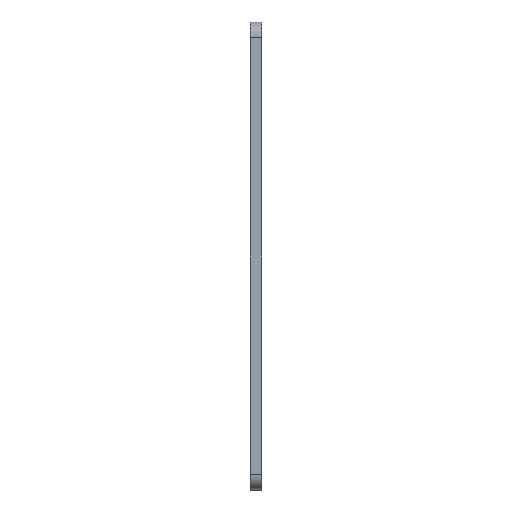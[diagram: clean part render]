
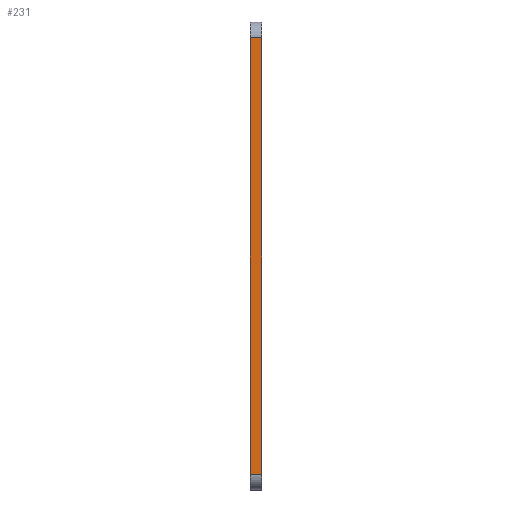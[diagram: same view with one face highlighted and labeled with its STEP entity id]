
A CAD part, left-side view. The second image highlights one B-rep face of the part: STEP entity #231.
In plain terms, the highlighted planar face has unit normal (-1, 0, 0).
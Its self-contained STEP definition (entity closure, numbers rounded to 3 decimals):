
#40 = CARTESIAN_POINT ( 'NONE',  ( -7., 0., -7. ) ) ;
#43 = VERTEX_POINT ( 'NONE', #605 ) ;
#57 = EDGE_CURVE ( 'NONE', #149, #43, #515, .T. ) ;
#136 = DIRECTION ( 'NONE',  ( 0., 1., 0. ) ) ;
#142 = VERTEX_POINT ( 'NONE', #162 ) ;
#146 = CARTESIAN_POINT ( 'NONE',  ( -7., 0., -5. ) ) ;
#149 = VERTEX_POINT ( 'NONE', #478 ) ;
#162 = CARTESIAN_POINT ( 'NONE',  ( -7., 0., -5. ) ) ;
#172 = FACE_OUTER_BOUND ( 'NONE', #431, .T. ) ;
#180 = ORIENTED_EDGE ( 'NONE', *, *, #57, .T. ) ;
#231 = ADVANCED_FACE ( 'NONE', ( #172 ), #243, .T. ) ;
#243 = PLANE ( 'NONE',  #715 ) ;
#271 = LINE ( 'NONE', #785, #637 ) ;
#276 = ORIENTED_EDGE ( 'NONE', *, *, #302, .T. ) ;
#283 = CARTESIAN_POINT ( 'NONE',  ( -7., 0., -7. ) ) ;
#288 = CARTESIAN_POINT ( 'NONE',  ( -7., 1.5, -5. ) ) ;
#302 = EDGE_CURVE ( 'NONE', #142, #149, #529, .T. ) ;
#351 = VERTEX_POINT ( 'NONE', #288 ) ;
#380 = VECTOR ( 'NONE', #136, 1000. ) ;
#385 = ORIENTED_EDGE ( 'NONE', *, *, #761, .T. ) ;
#401 = DIRECTION ( 'NONE',  ( 0., -1., 0. ) ) ;
#431 = EDGE_LOOP ( 'NONE', ( #474, #385, #276, #180 ) ) ;
#463 = LINE ( 'NONE', #146, #680 ) ;
#474 = ORIENTED_EDGE ( 'NONE', *, *, #481, .F. ) ;
#478 = CARTESIAN_POINT ( 'NONE',  ( -7., 0., 50. ) ) ;
#481 = EDGE_CURVE ( 'NONE', #351, #43, #271, .T. ) ;
#494 = DIRECTION ( 'NONE',  ( 0., 0., 1. ) ) ;
#515 = LINE ( 'NONE', #788, #380 ) ;
#529 = LINE ( 'NONE', #283, #758 ) ;
#536 = DIRECTION ( 'NONE',  ( 0., 0., 1. ) ) ;
#563 = DIRECTION ( 'NONE',  ( -1., 0., 0. ) ) ;
#605 = CARTESIAN_POINT ( 'NONE',  ( -7., 1.5, 50. ) ) ;
#637 = VECTOR ( 'NONE', #647, 1000. ) ;
#647 = DIRECTION ( 'NONE',  ( 0., 0., 1. ) ) ;
#680 = VECTOR ( 'NONE', #401, 1000. ) ;
#715 = AXIS2_PLACEMENT_3D ( 'NONE', #40, #563, #494 ) ;
#758 = VECTOR ( 'NONE', #536, 1000. ) ;
#761 = EDGE_CURVE ( 'NONE', #351, #142, #463, .T. ) ;
#785 = CARTESIAN_POINT ( 'NONE',  ( -7., 1.5, -7. ) ) ;
#788 = CARTESIAN_POINT ( 'NONE',  ( -7., 0., 50. ) ) ;
